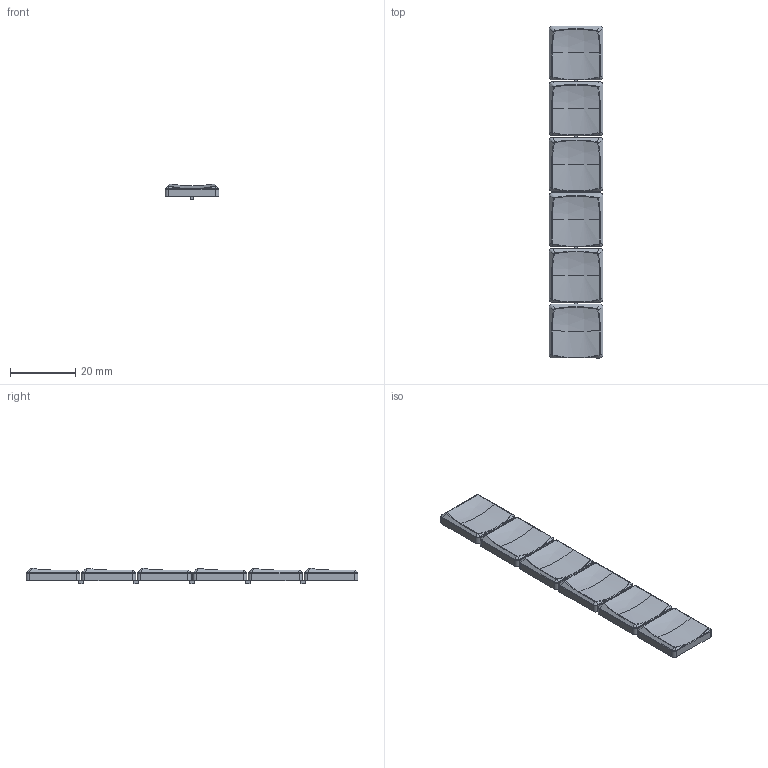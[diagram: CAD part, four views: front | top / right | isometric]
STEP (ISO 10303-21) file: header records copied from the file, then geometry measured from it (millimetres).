
FILE_DESCRIPTION(/* description */ ('','CAx-IF Rec.Pracs.---Representation and Presentation of Product Manufacturing Information (PMI)---4.0---2014-10-13'),/* implementation_level */ '2;1');
FILE_NAME(/* name */ '1425 6x thumbs jlc.step',/* time_stamp */ '2025-03-04T17:34:19-05:00',/* author */ (''),/* organization */ (''),/* preprocessor_version */ 'ST-DEVELOPER v20',/* originating_system */ 'Autodesk Translation Framework v13.20.0.188',/* authorisation */ '');
FILE_SCHEMA (('AP242_MANAGED_MODEL_BASED_3D_ENGINEERING_MIM_LF { 1 0 10303 442 1 1 4 }'));
Length unit declared in the file: millimetre
Products named in the file (1): sprues
Bounding box: 16.5 x 101.5 x 4.83 mm (x, y, z)
Volume: 2362.7 mm3; surface area: 5133.2 mm2
Topology: 11 solids, 11 shells, 678 faces, 1662 edges, 1048 vertices
Faces by surface type: plane 384, bspline 144, cylinder 120, torus 24, sphere 6
Entity records: 23235 total; most frequent: CARTESIAN_POINT 7499, ORIENTED_EDGE 3324, DIRECTION 3086, EDGE_CURVE 1662, LINE 1068, VECTOR 1068, VERTEX_POINT 1048, AXIS2_PLACEMENT_3D 1009
